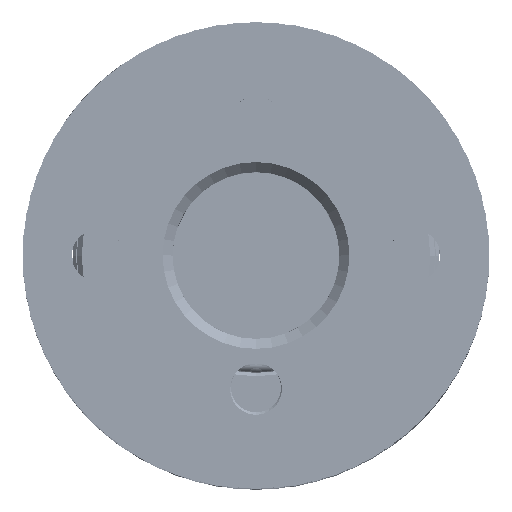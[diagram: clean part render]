
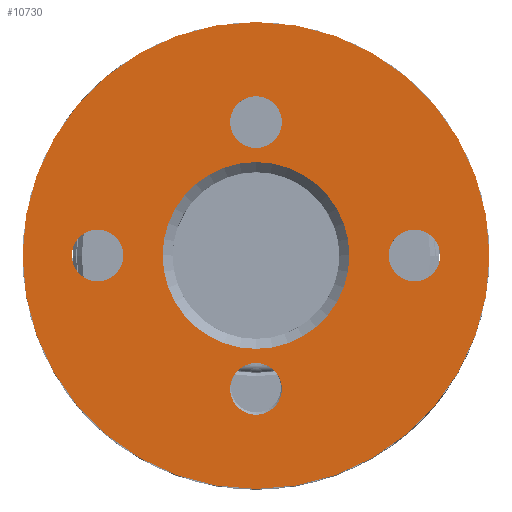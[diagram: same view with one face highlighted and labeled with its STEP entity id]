
A CAD part, top view. The second image highlights one B-rep face of the part: STEP entity #10730.
In plain terms, the highlighted planar face has unit normal (0, 0, 1).
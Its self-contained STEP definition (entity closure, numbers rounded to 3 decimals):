
#3 = DIRECTION ( 'NONE',  ( 1., 0., 0. ) ) ;
#586 = CIRCLE ( 'NONE', #21195, 1.55 ) ;
#591 = DIRECTION ( 'NONE',  ( 0., 0., 1. ) ) ;
#667 = CARTESIAN_POINT ( 'NONE',  ( 0., 8., 24.6 ) ) ;
#1052 = EDGE_CURVE ( 'NONE', #9156, #4142, #6522, .T. ) ;
#1485 = CARTESIAN_POINT ( 'NONE',  ( -7.95, 0., 24.6 ) ) ;
#1717 = CARTESIAN_POINT ( 'NONE',  ( 0., 0., 24.6 ) ) ;
#1808 = DIRECTION ( 'NONE',  ( 1., 0., 0. ) ) ;
#1941 = CARTESIAN_POINT ( 'NONE',  ( 14., 0., 24.6 ) ) ;
#2132 = EDGE_CURVE ( 'NONE', #5545, #14589, #32462, .T. ) ;
#2192 = ORIENTED_EDGE ( 'NONE', *, *, #15260, .F. ) ;
#2211 = AXIS2_PLACEMENT_3D ( 'NONE', #4633, #22340, #14720 ) ;
#2551 = ORIENTED_EDGE ( 'NONE', *, *, #17606, .F. ) ;
#3780 = EDGE_CURVE ( 'NONE', #12404, #32254, #18218, .T. ) ;
#4142 = VERTEX_POINT ( 'NONE', #28953 ) ;
#4258 = ORIENTED_EDGE ( 'NONE', *, *, #3780, .T. ) ;
#4266 = CIRCLE ( 'NONE', #15376, 5.6 ) ;
#4283 = DIRECTION ( 'NONE',  ( 0., 0., 1. ) ) ;
#4345 = DIRECTION ( 'NONE',  ( 0., 0., 1. ) ) ;
#4436 = CARTESIAN_POINT ( 'NONE',  ( 0., 0., 24.6 ) ) ;
#4474 = DIRECTION ( 'NONE',  ( 0., 0., 1. ) ) ;
#4633 = CARTESIAN_POINT ( 'NONE',  ( 9.5, 0., 24.6 ) ) ;
#4742 = DIRECTION ( 'NONE',  ( 1., 0., 0. ) ) ;
#4949 = DIRECTION ( 'NONE',  ( 1., 0., 0. ) ) ;
#5373 = FACE_BOUND ( 'NONE', #9732, .T. ) ;
#5545 = VERTEX_POINT ( 'NONE', #32196 ) ;
#5739 = DIRECTION ( 'NONE',  ( 0., 0., 1. ) ) ;
#5946 = CIRCLE ( 'NONE', #2211, 1.55 ) ;
#5972 = VERTEX_POINT ( 'NONE', #28313 ) ;
#6009 = ORIENTED_EDGE ( 'NONE', *, *, #2132, .F. ) ;
#6309 = EDGE_CURVE ( 'NONE', #32254, #12404, #31996, .T. ) ;
#6522 = CIRCLE ( 'NONE', #19196, 1.55 ) ;
#6913 = CARTESIAN_POINT ( 'NONE',  ( -1.55, 8., 24.6 ) ) ;
#6933 = CIRCLE ( 'NONE', #10105, 1.55 ) ;
#7382 = CIRCLE ( 'NONE', #17422, 5.6 ) ;
#7525 = DIRECTION ( 'NONE',  ( 1., 0., 0. ) ) ;
#7590 = DIRECTION ( 'NONE',  ( 1., 0., 0. ) ) ;
#7691 = CARTESIAN_POINT ( 'NONE',  ( 0., 0., 24.6 ) ) ;
#7965 = CIRCLE ( 'NONE', #29144, 1.55 ) ;
#8224 = CARTESIAN_POINT ( 'NONE',  ( 9.5, 0., 24.6 ) ) ;
#8366 = CARTESIAN_POINT ( 'NONE',  ( 0., 8., 24.6 ) ) ;
#8484 = EDGE_LOOP ( 'NONE', ( #6009, #30845 ) ) ;
#9156 = VERTEX_POINT ( 'NONE', #6913 ) ;
#9710 = CARTESIAN_POINT ( 'NONE',  ( -9.5, 0., 24.6 ) ) ;
#9732 = EDGE_LOOP ( 'NONE', ( #12439, #16533 ) ) ;
#9736 = DIRECTION ( 'NONE',  ( 0., 0., 1. ) ) ;
#10105 = AXIS2_PLACEMENT_3D ( 'NONE', #9710, #29769, #4742 ) ;
#10250 = CARTESIAN_POINT ( 'NONE',  ( -9.5, 0., 24.6 ) ) ;
#10344 = EDGE_LOOP ( 'NONE', ( #4258, #18664 ) ) ;
#10730 = ADVANCED_FACE ( 'NONE', ( #27727, #20264, #30388, #5373, #27558, #25054 ), #17946, .F. ) ;
#11149 = CIRCLE ( 'NONE', #11650, 1.55 ) ;
#11336 = CARTESIAN_POINT ( 'NONE',  ( 11.05, 0., 24.6 ) ) ;
#11650 = AXIS2_PLACEMENT_3D ( 'NONE', #27159, #4474, #3 ) ;
#11728 = DIRECTION ( 'NONE',  ( 0., 0., 1. ) ) ;
#11777 = CARTESIAN_POINT ( 'NONE',  ( -1.55, -8., 24.6 ) ) ;
#12295 = EDGE_CURVE ( 'NONE', #18405, #22958, #5946, .T. ) ;
#12404 = VERTEX_POINT ( 'NONE', #12994 ) ;
#12439 = ORIENTED_EDGE ( 'NONE', *, *, #29711, .F. ) ;
#12994 = CARTESIAN_POINT ( 'NONE',  ( -14., 0., 24.6 ) ) ;
#13275 = ORIENTED_EDGE ( 'NONE', *, *, #30528, .F. ) ;
#13747 = DIRECTION ( 'NONE',  ( 0., 0., 1. ) ) ;
#14197 = CARTESIAN_POINT ( 'NONE',  ( 0., 0., 24.6 ) ) ;
#14524 = ORIENTED_EDGE ( 'NONE', *, *, #1052, .F. ) ;
#14589 = VERTEX_POINT ( 'NONE', #11777 ) ;
#14720 = DIRECTION ( 'NONE',  ( 1., 0., 0. ) ) ;
#15260 = EDGE_CURVE ( 'NONE', #25269, #5972, #7382, .T. ) ;
#15376 = AXIS2_PLACEMENT_3D ( 'NONE', #16241, #13747, #16718 ) ;
#15717 = DIRECTION ( 'NONE',  ( 0., 0., 1. ) ) ;
#16241 = CARTESIAN_POINT ( 'NONE',  ( 0., 0., 24.6 ) ) ;
#16249 = EDGE_CURVE ( 'NONE', #14589, #5545, #11149, .T. ) ;
#16533 = ORIENTED_EDGE ( 'NONE', *, *, #12295, .F. ) ;
#16718 = DIRECTION ( 'NONE',  ( 1., 0., 0. ) ) ;
#17355 = EDGE_LOOP ( 'NONE', ( #30011, #14524 ) ) ;
#17422 = AXIS2_PLACEMENT_3D ( 'NONE', #14197, #11728, #29303 ) ;
#17606 = EDGE_CURVE ( 'NONE', #5972, #25269, #4266, .T. ) ;
#17631 = AXIS2_PLACEMENT_3D ( 'NONE', #32606, #9736, #7590 ) ;
#17693 = DIRECTION ( 'NONE',  ( 1., 0., 0. ) ) ;
#17946 = PLANE ( 'NONE',  #30233 ) ;
#18154 = EDGE_CURVE ( 'NONE', #27344, #23992, #6933, .T. ) ;
#18218 = CIRCLE ( 'NONE', #18743, 14. ) ;
#18405 = VERTEX_POINT ( 'NONE', #19150 ) ;
#18664 = ORIENTED_EDGE ( 'NONE', *, *, #6309, .T. ) ;
#18743 = AXIS2_PLACEMENT_3D ( 'NONE', #4436, #4283, #1808 ) ;
#19150 = CARTESIAN_POINT ( 'NONE',  ( 7.95, 0., 24.6 ) ) ;
#19196 = AXIS2_PLACEMENT_3D ( 'NONE', #8366, #591, #23586 ) ;
#19802 = CARTESIAN_POINT ( 'NONE',  ( -5.6, 0., 24.6 ) ) ;
#20264 = FACE_BOUND ( 'NONE', #29967, .T. ) ;
#20340 = DIRECTION ( 'NONE',  ( 1., 0., 0. ) ) ;
#21195 = AXIS2_PLACEMENT_3D ( 'NONE', #10250, #15717, #20340 ) ;
#22340 = DIRECTION ( 'NONE',  ( 0., 0., 1. ) ) ;
#22958 = VERTEX_POINT ( 'NONE', #11336 ) ;
#23586 = DIRECTION ( 'NONE',  ( 1., 0., 0. ) ) ;
#23992 = VERTEX_POINT ( 'NONE', #29161 ) ;
#24209 = DIRECTION ( 'NONE',  ( 1., 0., 0. ) ) ;
#24304 = CIRCLE ( 'NONE', #28582, 1.55 ) ;
#25054 = FACE_OUTER_BOUND ( 'NONE', #10344, .T. ) ;
#25083 = AXIS2_PLACEMENT_3D ( 'NONE', #1717, #4345, #24209 ) ;
#25237 = ORIENTED_EDGE ( 'NONE', *, *, #18154, .F. ) ;
#25269 = VERTEX_POINT ( 'NONE', #19802 ) ;
#27159 = CARTESIAN_POINT ( 'NONE',  ( 0., -8., 24.6 ) ) ;
#27344 = VERTEX_POINT ( 'NONE', #1485 ) ;
#27558 = FACE_BOUND ( 'NONE', #17355, .T. ) ;
#27727 = FACE_BOUND ( 'NONE', #32162, .T. ) ;
#27971 = DIRECTION ( 'NONE',  ( 0., 0., 1. ) ) ;
#28313 = CARTESIAN_POINT ( 'NONE',  ( 5.6, 0., 24.6 ) ) ;
#28582 = AXIS2_PLACEMENT_3D ( 'NONE', #8224, #5739, #4949 ) ;
#28953 = CARTESIAN_POINT ( 'NONE',  ( 1.55, 8., 24.6 ) ) ;
#29144 = AXIS2_PLACEMENT_3D ( 'NONE', #667, #27971, #17693 ) ;
#29161 = CARTESIAN_POINT ( 'NONE',  ( -11.05, 0., 24.6 ) ) ;
#29303 = DIRECTION ( 'NONE',  ( 1., 0., 0. ) ) ;
#29711 = EDGE_CURVE ( 'NONE', #22958, #18405, #24304, .T. ) ;
#29769 = DIRECTION ( 'NONE',  ( 0., 0., 1. ) ) ;
#29967 = EDGE_LOOP ( 'NONE', ( #25237, #13275 ) ) ;
#30011 = ORIENTED_EDGE ( 'NONE', *, *, #30576, .F. ) ;
#30233 = AXIS2_PLACEMENT_3D ( 'NONE', #7691, #32538, #7525 ) ;
#30388 = FACE_BOUND ( 'NONE', #8484, .T. ) ;
#30528 = EDGE_CURVE ( 'NONE', #23992, #27344, #586, .T. ) ;
#30576 = EDGE_CURVE ( 'NONE', #4142, #9156, #7965, .T. ) ;
#30845 = ORIENTED_EDGE ( 'NONE', *, *, #16249, .F. ) ;
#31996 = CIRCLE ( 'NONE', #25083, 14. ) ;
#32162 = EDGE_LOOP ( 'NONE', ( #2192, #2551 ) ) ;
#32196 = CARTESIAN_POINT ( 'NONE',  ( 1.55, -8., 24.6 ) ) ;
#32254 = VERTEX_POINT ( 'NONE', #1941 ) ;
#32462 = CIRCLE ( 'NONE', #17631, 1.55 ) ;
#32538 = DIRECTION ( 'NONE',  ( 0., 0., -1. ) ) ;
#32606 = CARTESIAN_POINT ( 'NONE',  ( 0., -8., 24.6 ) ) ;
